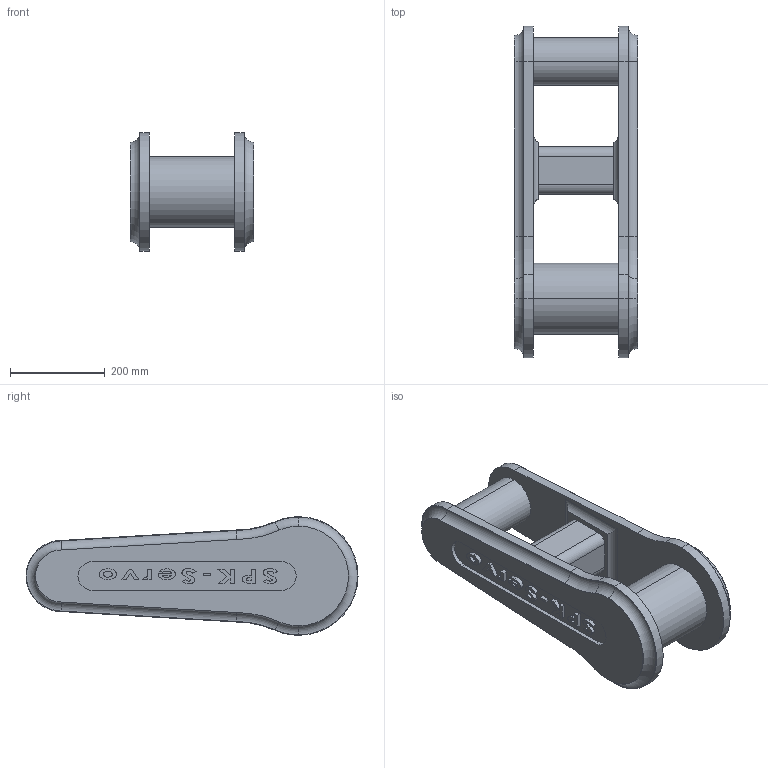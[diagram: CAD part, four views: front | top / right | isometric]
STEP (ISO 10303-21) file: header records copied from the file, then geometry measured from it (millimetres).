
FILE_DESCRIPTION (( 'STEP AP203' ), '1' );
FILE_NAME ('Link2_Default_sldprt.STEP', '2023-11-22T07:37:57', ( '' ), ( '' ), 'SwSTEP 2.0', 'SolidWorks 2020', '' );
FILE_SCHEMA (( 'CONFIG_CONTROL_DESIGN' ));
Length unit declared in the file: millimetre
Products named in the file (1): Link2_Default_sldprt
Bounding box: 260 x 700 x 250 mm (x, y, z)
Volume: 15151868.1 mm3; surface area: 775788 mm2
Topology: 1 solids, 1 shells, 360 faces, 937 edges, 618 vertices
Faces by surface type: plane 178, bspline 114, cylinder 52, torus 16
Entity records: 17662 total; most frequent: CARTESIAN_POINT 9474, ORIENTED_EDGE 1874, DIRECTION 1287, EDGE_CURVE 937, VERTEX_POINT 618, LINE 585, VECTOR 585, EDGE_LOOP 403
